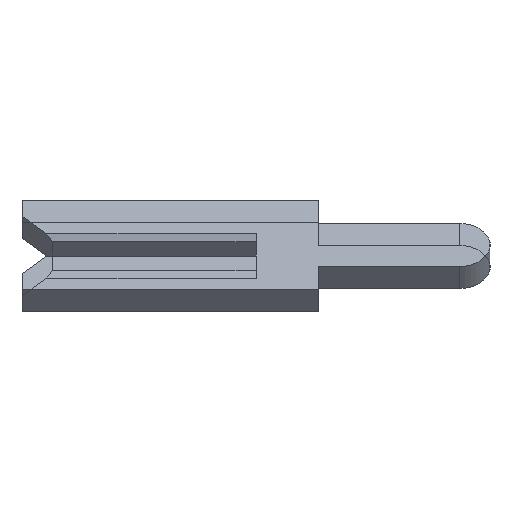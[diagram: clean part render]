
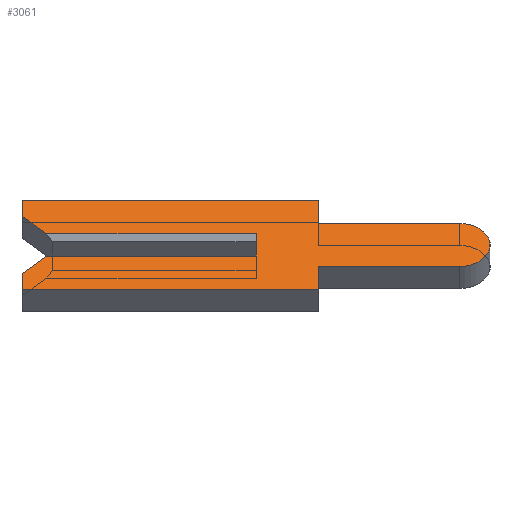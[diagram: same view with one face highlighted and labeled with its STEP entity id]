
A CAD part, left-side view. The second image highlights one B-rep face of the part: STEP entity #3061.
In plain terms, the highlighted face is planar.
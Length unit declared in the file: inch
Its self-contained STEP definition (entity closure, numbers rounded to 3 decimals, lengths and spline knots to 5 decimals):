
#127 = VECTOR ( 'NONE', #1898, 39.37008 ) ;
#189 = CARTESIAN_POINT ( 'NONE',  ( -0.01, 0.15, -0.04 ) ) ;
#198 = ORIENTED_EDGE ( 'NONE', *, *, #2735, .F. ) ;
#200 = ORIENTED_EDGE ( 'NONE', *, *, #848, .F. ) ;
#260 = VECTOR ( 'NONE', #1259, 39.37008 ) ;
#337 = DIRECTION ( 'NONE',  ( 0., 1., 0. ) ) ;
#374 = VERTEX_POINT ( 'NONE', #2427 ) ;
#377 = ORIENTED_EDGE ( 'NONE', *, *, #1020, .F. ) ;
#423 = EDGE_CURVE ( 'NONE', #1027, #3740, #2457, .T. ) ;
#441 = LINE ( 'NONE', #491, #3538 ) ;
#491 = CARTESIAN_POINT ( 'NONE',  ( -0.01, 0.15, 0.026 ) ) ;
#503 = DIRECTION ( 'NONE',  ( 0., -1., 0. ) ) ;
#561 = CARTESIAN_POINT ( 'NONE',  ( -0.01, -0.04, 0.04 ) ) ;
#586 = LINE ( 'NONE', #1930, #3771 ) ;
#594 = VECTOR ( 'NONE', #2152, 39.37008 ) ;
#639 = VECTOR ( 'NONE', #503, 39.37008 ) ;
#644 = VERTEX_POINT ( 'NONE', #1894 ) ;
#646 = EDGE_LOOP ( 'NONE', ( #1269, #2695, #377, #200, #1461, #2257, #2041, #3567, #1918, #734, #2064, #1553, #2424, #198 ) ) ;
#731 = CARTESIAN_POINT ( 'NONE',  ( -0.01, 0., 0.01 ) ) ;
#734 = ORIENTED_EDGE ( 'NONE', *, *, #2717, .F. ) ;
#749 = LINE ( 'NONE', #2952, #1566 ) ;
#847 = LINE ( 'NONE', #1845, #260 ) ;
#848 = EDGE_CURVE ( 'NONE', #644, #3132, #586, .T. ) ;
#949 = VERTEX_POINT ( 'NONE', #1640 ) ;
#985 = VECTOR ( 'NONE', #1720, 39.37008 ) ;
#1020 = EDGE_CURVE ( 'NONE', #3132, #1027, #1453, .T. ) ;
#1024 = VECTOR ( 'NONE', #1426, 39.37008 ) ;
#1027 = VERTEX_POINT ( 'NONE', #1081 ) ;
#1081 = CARTESIAN_POINT ( 'NONE',  ( -0.01, 0., -0.01 ) ) ;
#1110 = CARTESIAN_POINT ( 'NONE',  ( -0.01, -0.04, -0.0195 ) ) ;
#1170 = VERTEX_POINT ( 'NONE', #3474 ) ;
#1259 = DIRECTION ( 'NONE',  ( 0., 0., -1. ) ) ;
#1269 = ORIENTED_EDGE ( 'NONE', *, *, #2893, .T. ) ;
#1282 = CARTESIAN_POINT ( 'NONE',  ( -0.01, 0.15, 0.01 ) ) ;
#1339 = CIRCLE ( 'NONE', #2593, 0.0195 ) ;
#1340 = EDGE_CURVE ( 'NONE', #1944, #374, #441, .T. ) ;
#1352 = DIRECTION ( 'NONE',  ( 0., 0., 1. ) ) ;
#1426 = DIRECTION ( 'NONE',  ( 0., 1., 0. ) ) ;
#1440 = DIRECTION ( 'NONE',  ( 1., 0., 0. ) ) ;
#1453 = LINE ( 'NONE', #3437, #639 ) ;
#1461 = ORIENTED_EDGE ( 'NONE', *, *, #3106, .F. ) ;
#1482 = DIRECTION ( 'NONE',  ( 0., 0., -1. ) ) ;
#1548 = DIRECTION ( 'NONE',  ( 0., 0., -1. ) ) ;
#1553 = ORIENTED_EDGE ( 'NONE', *, *, #3442, .F. ) ;
#1566 = VECTOR ( 'NONE', #337, 39.37008 ) ;
#1640 = CARTESIAN_POINT ( 'NONE',  ( -0.01, -0.1305, -0.0195 ) ) ;
#1652 = VECTOR ( 'NONE', #1762, 39.37008 ) ;
#1720 = DIRECTION ( 'NONE',  ( 0., -1., 0. ) ) ;
#1747 = CARTESIAN_POINT ( 'NONE',  ( -0.01, -0.1305, 0. ) ) ;
#1762 = DIRECTION ( 'NONE',  ( 0., 0.707, 0.707 ) ) ;
#1841 = LINE ( 'NONE', #3724, #3200 ) ;
#1845 = CARTESIAN_POINT ( 'NONE',  ( -0.01, -0.04, -0.04 ) ) ;
#1891 = VECTOR ( 'NONE', #2732, 39.37008 ) ;
#1894 = CARTESIAN_POINT ( 'NONE',  ( -0.01, 0.15, -0.026 ) ) ;
#1898 = DIRECTION ( 'NONE',  ( 0., -1., 0. ) ) ;
#1918 = ORIENTED_EDGE ( 'NONE', *, *, #2208, .F. ) ;
#1922 = VERTEX_POINT ( 'NONE', #189 ) ;
#1930 = CARTESIAN_POINT ( 'NONE',  ( -0.01, 0.1305, -0.0065 ) ) ;
#1931 = VERTEX_POINT ( 'NONE', #3495 ) ;
#1944 = VERTEX_POINT ( 'NONE', #2549 ) ;
#2041 = ORIENTED_EDGE ( 'NONE', *, *, #3321, .F. ) ;
#2064 = ORIENTED_EDGE ( 'NONE', *, *, #3734, .F. ) ;
#2076 = CARTESIAN_POINT ( 'NONE',  ( -0.01, -0.1305, 0.0195 ) ) ;
#2106 = LINE ( 'NONE', #1110, #1024 ) ;
#2128 = LINE ( 'NONE', #3640, #1891 ) ;
#2147 = DIRECTION ( 'NONE',  ( 1., 0., 0. ) ) ;
#2152 = DIRECTION ( 'NONE',  ( 0., 0., 1. ) ) ;
#2156 = VERTEX_POINT ( 'NONE', #561 ) ;
#2166 = LINE ( 'NONE', #3268, #985 ) ;
#2184 = PLANE ( 'NONE',  #3063 ) ;
#2198 = VERTEX_POINT ( 'NONE', #2076 ) ;
#2208 = EDGE_CURVE ( 'NONE', #2198, #949, #1339, .T. ) ;
#2255 = FACE_OUTER_BOUND ( 'NONE', #646, .T. ) ;
#2257 = ORIENTED_EDGE ( 'NONE', *, *, #2818, .F. ) ;
#2341 = CARTESIAN_POINT ( 'NONE',  ( -0.01, 0.1305, 0.0065 ) ) ;
#2418 = EDGE_CURVE ( 'NONE', #949, #1931, #2106, .T. ) ;
#2424 = ORIENTED_EDGE ( 'NONE', *, *, #1340, .F. ) ;
#2427 = CARTESIAN_POINT ( 'NONE',  ( -0.01, 0.15, 0.04 ) ) ;
#2432 = CARTESIAN_POINT ( 'NONE',  ( -0.01, 0.134, -0.01 ) ) ;
#2436 = LINE ( 'NONE', #2785, #127 ) ;
#2447 = CARTESIAN_POINT ( 'NONE',  ( -0.01, -0.1305, 0. ) ) ;
#2457 = LINE ( 'NONE', #3354, #594 ) ;
#2466 = VERTEX_POINT ( 'NONE', #3512 ) ;
#2502 = DIRECTION ( 'NONE',  ( 0., 0., -1. ) ) ;
#2518 = VECTOR ( 'NONE', #3338, 39.37008 ) ;
#2549 = CARTESIAN_POINT ( 'NONE',  ( -0.01, 0.15, 0.026 ) ) ;
#2593 = AXIS2_PLACEMENT_3D ( 'NONE', #1747, #1440, #1482 ) ;
#2695 = ORIENTED_EDGE ( 'NONE', *, *, #423, .F. ) ;
#2717 = EDGE_CURVE ( 'NONE', #2466, #2198, #2166, .T. ) ;
#2732 = DIRECTION ( 'NONE',  ( 0., 0., 1. ) ) ;
#2735 = EDGE_CURVE ( 'NONE', #3328, #1944, #2810, .T. ) ;
#2783 = DIRECTION ( 'NONE',  ( 0., -0.707, 0.707 ) ) ;
#2785 = CARTESIAN_POINT ( 'NONE',  ( -0.01, 0.15, 0.04 ) ) ;
#2810 = LINE ( 'NONE', #2341, #1652 ) ;
#2818 = EDGE_CURVE ( 'NONE', #1170, #1922, #749, .T. ) ;
#2893 = EDGE_CURVE ( 'NONE', #3328, #3740, #3302, .T. ) ;
#2952 = CARTESIAN_POINT ( 'NONE',  ( -0.01, 0.15, -0.04 ) ) ;
#3061 = ADVANCED_FACE ( 'NONE', ( #2255 ), #2184, .F. ) ;
#3063 = AXIS2_PLACEMENT_3D ( 'NONE', #2447, #2147, #1548 ) ;
#3106 = EDGE_CURVE ( 'NONE', #1922, #644, #2128, .T. ) ;
#3132 = VERTEX_POINT ( 'NONE', #2432 ) ;
#3200 = VECTOR ( 'NONE', #2502, 39.37008 ) ;
#3268 = CARTESIAN_POINT ( 'NONE',  ( -0.01, -0.04, 0.0195 ) ) ;
#3302 = LINE ( 'NONE', #1282, #2518 ) ;
#3321 = EDGE_CURVE ( 'NONE', #1931, #1170, #847, .T. ) ;
#3328 = VERTEX_POINT ( 'NONE', #3357 ) ;
#3338 = DIRECTION ( 'NONE',  ( 0., -1., 0. ) ) ;
#3354 = CARTESIAN_POINT ( 'NONE',  ( -0.01, 0., 0.0065 ) ) ;
#3357 = CARTESIAN_POINT ( 'NONE',  ( -0.01, 0.134, 0.01 ) ) ;
#3437 = CARTESIAN_POINT ( 'NONE',  ( -0.01, -0.1305, -0.01 ) ) ;
#3442 = EDGE_CURVE ( 'NONE', #374, #2156, #2436, .T. ) ;
#3474 = CARTESIAN_POINT ( 'NONE',  ( -0.01, -0.04, -0.04 ) ) ;
#3495 = CARTESIAN_POINT ( 'NONE',  ( -0.01, -0.04, -0.0195 ) ) ;
#3512 = CARTESIAN_POINT ( 'NONE',  ( -0.01, -0.04, 0.0195 ) ) ;
#3538 = VECTOR ( 'NONE', #1352, 39.37008 ) ;
#3567 = ORIENTED_EDGE ( 'NONE', *, *, #2418, .F. ) ;
#3640 = CARTESIAN_POINT ( 'NONE',  ( -0.01, 0.15, -0.026 ) ) ;
#3724 = CARTESIAN_POINT ( 'NONE',  ( -0.01, -0.04, 0.04 ) ) ;
#3734 = EDGE_CURVE ( 'NONE', #2156, #2466, #1841, .T. ) ;
#3740 = VERTEX_POINT ( 'NONE', #731 ) ;
#3771 = VECTOR ( 'NONE', #2783, 39.37008 ) ;
